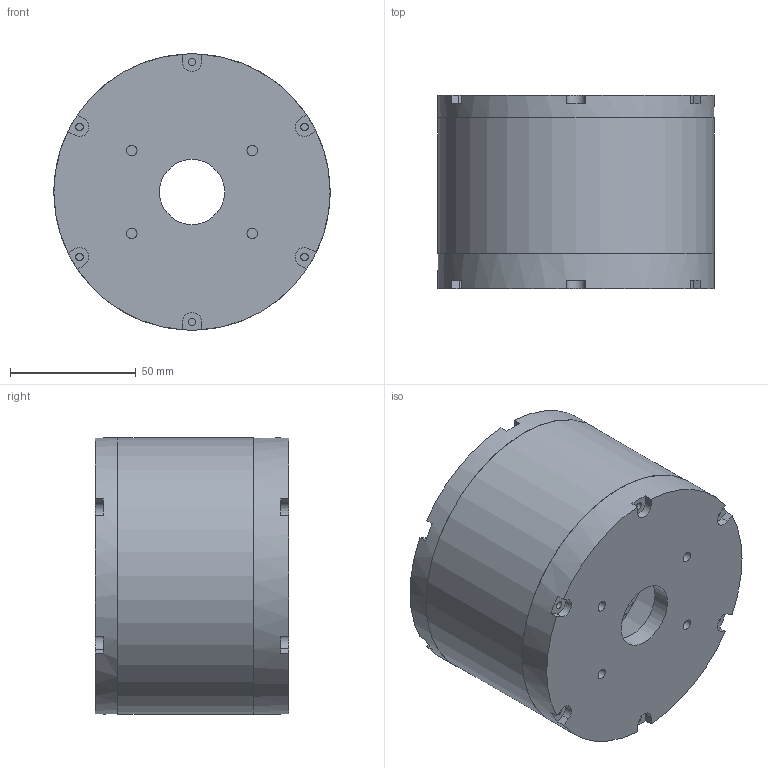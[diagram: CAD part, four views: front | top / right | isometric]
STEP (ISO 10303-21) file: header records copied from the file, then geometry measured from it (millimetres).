
FILE_DESCRIPTION(/* description */ ('STEP AP242','CAx-IF Rec.Pracs.---Representation and Presentation of Product Manufacturing Information (PMI)---4.0---2014-10-13','CAx-IF Rec.Pracs.---3D Tessellated Geometry---0.4---2014-09-14','2;1'),/* implementation_level */ '2;1');
FILE_NAME(/* name */ '66a05f4a4ddfd9106e0e9237',/* time_stamp */ '2024-07-24T01:56:28Z',/* author */ (''),/* organization */ (''),/* preprocessor_version */ 'ST-DEVELOPER v20',/* originating_system */ ' ',/* authorisation */ ' ');
FILE_SCHEMA (('AP242_MANAGED_MODEL_BASED_3D_ENGINEERING_MIM_LF { 1 0 10303 442 1 1 4 }'));
Length unit declared in the file: metre
Products named in the file (3): Part 3; Part 2; Part 1
Bounding box: 110 x 77 x 110 mm (x, y, z)
Volume: 296842.4 mm3; surface area: 100321.2 mm2
Topology: 3 solids, 3 shells, 836 faces, 2423 edges, 1616 vertices
Faces by surface type: bspline 600, cylinder 171, plane 65
Full cylindrical faces by diameter (mm): 3 x12, 4.2 x16, 26 x2, 34 x1, 37 x1, 41 x1, 95 x2, 100 x1, 110 x3
Entity records: 46290 total; most frequent: CARTESIAN_POINT 28711, ORIENTED_EDGE 4760, DIRECTION 2742, EDGE_CURVE 2380, VERTEX_POINT 1612, AXIS2_PLACEMENT_3D 1323, CIRCLE 1084, EDGE_LOOP 928
